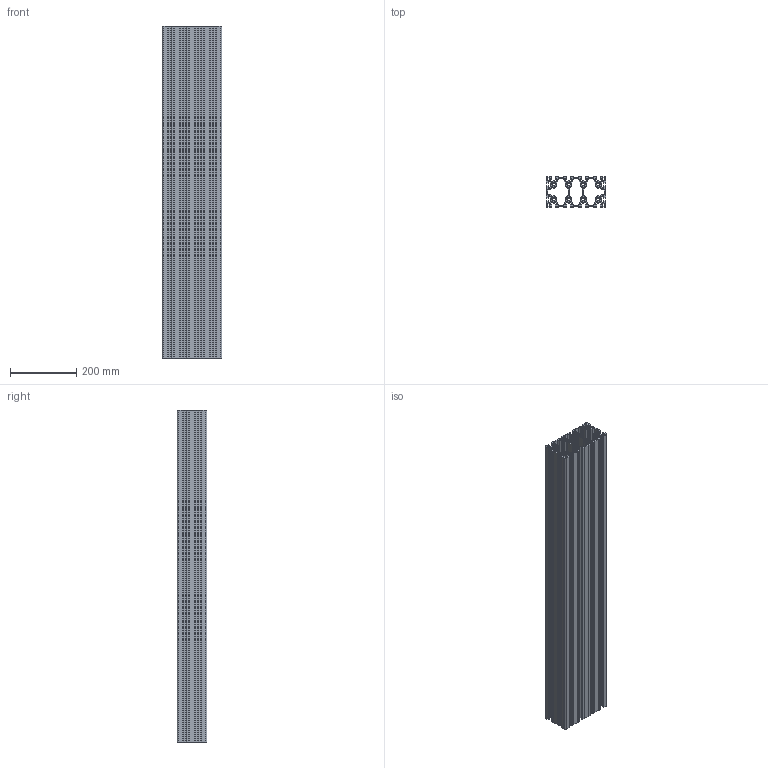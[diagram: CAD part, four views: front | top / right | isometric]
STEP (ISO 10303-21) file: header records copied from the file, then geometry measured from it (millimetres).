
FILE_DESCRIPTION(/* description */ (''),/* implementation_level */ '2;1');
FILE_NAME(/* name */ '80107_KriTec_Profil_10_180x90_leicht.stp',/* time_stamp */ '2014-09-10T09:15:49+02:00',/* author */ ('kostic'),/* organization */ (''),/* preprocessor_version */ 'ST-DEVELOPER v15.2',/* originating_system */ 'Autodesk Inventor 2014',/* authorisation */ '');
FILE_SCHEMA (('AUTOMOTIVE_DESIGN { 1 0 10303 214 3 1 1 }'));
Length unit declared in the file: millimetre
Products named in the file (1): 80107_KriTec_Profil_10_180x90_leicht
Bounding box: 180 x 90 x 1000 mm (x, y, z)
Volume: 4239248 mm3; surface area: 2510776.5 mm2
Topology: 1 solids, 1 shells, 762 faces, 2280 edges, 1520 vertices
Faces by surface type: plane 426, cylinder 336
Entity records: 25857 total; most frequent: CARTESIAN_POINT 4563, ORIENTED_EDGE 4560, DIRECTION 4478, EDGE_CURVE 2280, LINE 1608, VECTOR 1608, VERTEX_POINT 1520, AXIS2_PLACEMENT_3D 1435
